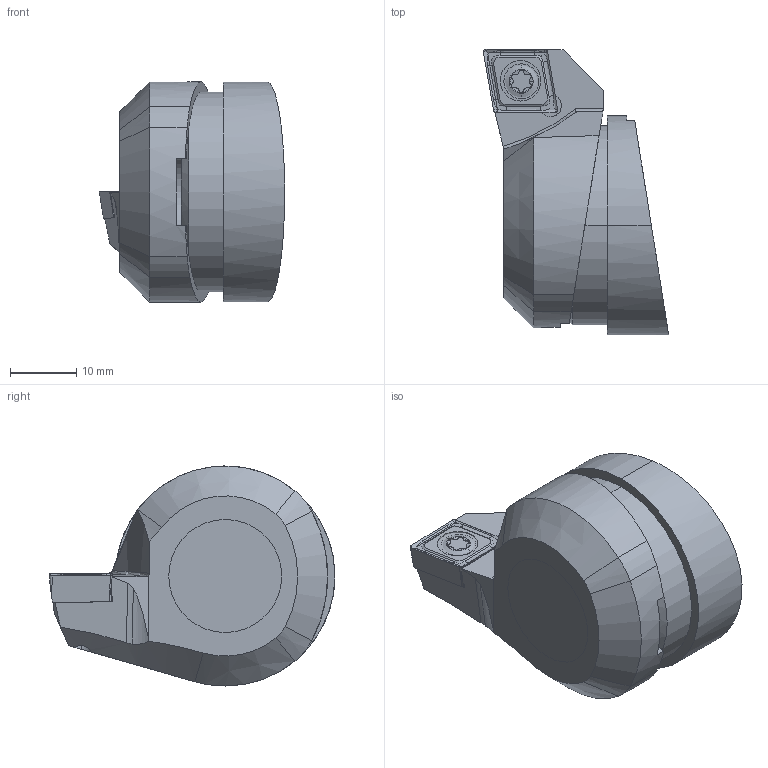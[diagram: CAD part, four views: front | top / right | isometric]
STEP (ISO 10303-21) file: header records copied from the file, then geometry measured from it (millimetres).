
FILE_DESCRIPTION (( 'STEP AP203' ), '1' );
FILE_NAME ('C24.030.100.027.STEP', '2018-02-26T11:25:02', ( 'SWIAdmin' ), ( 'Hewlett-Packard Company' ), 'SwSTEP 2.0', 'SolidWorks 2017', '' );
FILE_SCHEMA (( 'CONFIG_CONTROL_DESIGN' ));
Length unit declared in the file: millimetre
Products named in the file (6): F55-WCB.001.013_D_fertigbearbeitet; CCMT09T304; WCB-ER2.001.009_A; F55-WCB.001.013; C24.030.100.027; F55-U00.001.010_B
Assembly tree (5 placements, depth 3):
  C24.030.100.027
    F55-U00.001.010_B
    F55-WCB.001.013
      F55-WCB.001.013_D_fertigbearbeitet
      CCMT09T304
      WCB-ER2.001.009_A
Bounding box: 27.87 x 43 x 33.1 mm (x, y, z)
Volume: 15208.1 mm3; surface area: 8349.1 mm2
Topology: 6 solids, 6 shells, 187 faces, 481 edges, 296 vertices
Faces by surface type: plane 63, cylinder 59, cone 36, torus 15, bspline 12, sphere 2
Entity records: 6575 total; most frequent: CARTESIAN_POINT 1630, ORIENTED_EDGE 942, DIRECTION 879, EDGE_CURVE 471, AXIS2_PLACEMENT_3D 337, VERTEX_POINT 296, VECTOR 205, LINE 205
